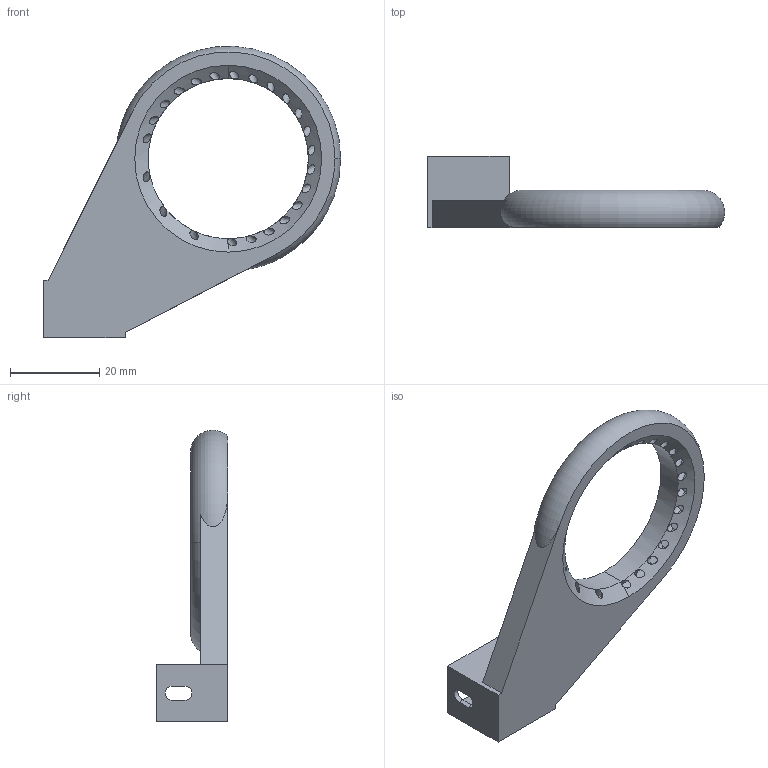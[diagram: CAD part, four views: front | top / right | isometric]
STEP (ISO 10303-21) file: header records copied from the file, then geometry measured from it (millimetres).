
FILE_DESCRIPTION (( 'STEP AP214' ), '1' );
FILE_NAME ('Ringv3.STEP', '2020-01-21T21:33:26', ( '' ), ( '' ), 'SwSTEP 2.0', 'SolidWorks 2016', '' );
FILE_SCHEMA (( 'AUTOMOTIVE_DESIGN' ));
Length unit declared in the file: millimetre
Products named in the file (1): Ringv3
Bounding box: 66.81 x 16 x 65.43 mm (x, y, z)
Volume: 6779.4 mm3; surface area: 10750.6 mm2
Topology: 1 solids, 1 shells, 108 faces, 463 edges, 307 vertices
Faces by surface type: cone 49, plane 40, cylinder 15, torus 4
Entity records: 6352 total; most frequent: CARTESIAN_POINT 2769, ORIENTED_EDGE 926, DIRECTION 581, EDGE_CURVE 463, VERTEX_POINT 307, AXIS2_PLACEMENT_3D 201, VECTOR 179, LINE 179
